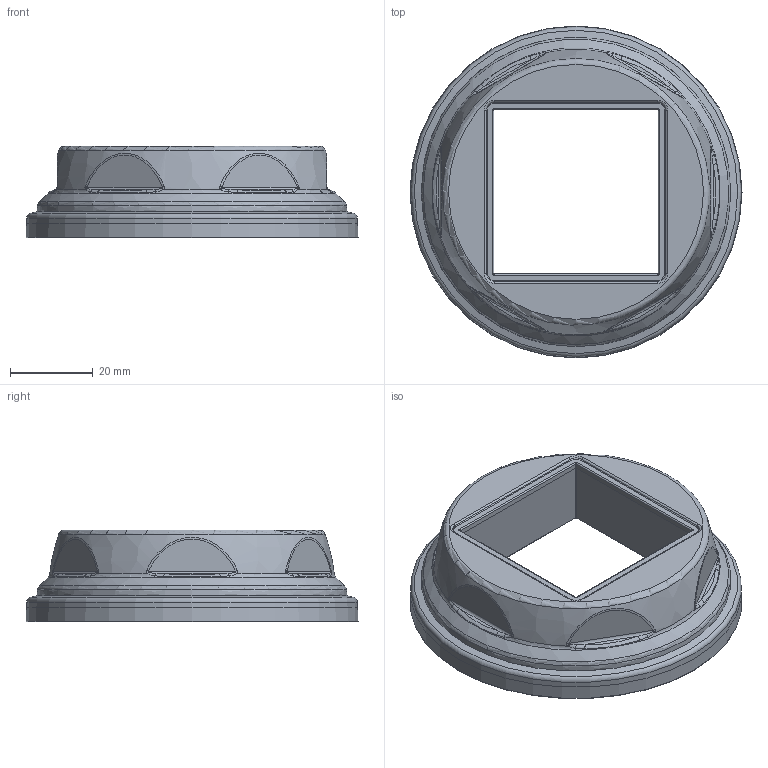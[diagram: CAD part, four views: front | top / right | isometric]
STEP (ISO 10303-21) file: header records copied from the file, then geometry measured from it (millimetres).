
FILE_DESCRIPTION(/* description */ (''),/* implementation_level */ '2;1');
FILE_NAME(/* name */ '28774.4_KDS-R_40-63.stp',/* time_stamp */ '2020-02-26T11:55:10+01:00',/* author */ (''),/* organization */ (''),/* preprocessor_version */ 'ST-DEVELOPER v16.7',/* originating_system */ 'SIEMENS PLM Software NX 12.0',/* authorisation */ '');
FILE_SCHEMA (('AUTOMOTIVE_DESIGN { 1 0 10303 214 3 1 1 1 }'));
Length unit declared in the file: millimetre
Products named in the file (1): 28774.4_KDS-R_40-63
Bounding box: 80.22 x 80.22 x 22.2 mm (x, y, z)
Volume: 33068 mm3; surface area: 16751.6 mm2
Topology: 1 solids, 1 shells, 173 faces, 427 edges, 260 vertices
Faces by surface type: bspline 66, plane 38, cylinder 35, torus 23, cone 11
Full cylindrical faces by diameter (mm): 68.676 x3
Entity records: 12648 total; most frequent: CARTESIAN_POINT 9117, ORIENTED_EDGE 788, DIRECTION 644, EDGE_CURVE 394, AXIS2_PLACEMENT_3D 270, VERTEX_POINT 245, EDGE_LOOP 189, ADVANCED_FACE 169
